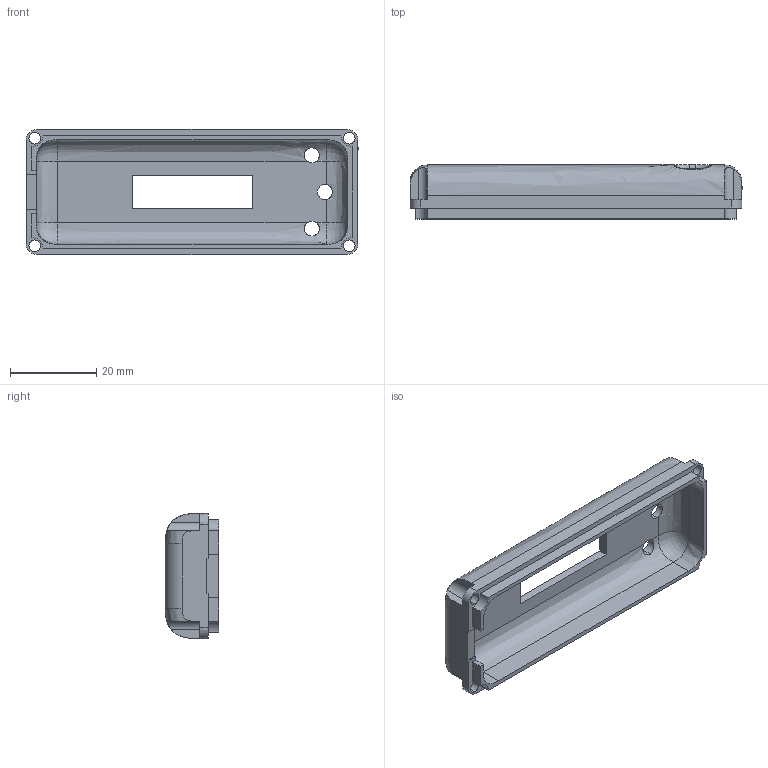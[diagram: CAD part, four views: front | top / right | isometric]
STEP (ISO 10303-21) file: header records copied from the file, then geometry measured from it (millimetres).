
FILE_DESCRIPTION (( 'STEP AP214' ), '1' );
FILE_NAME ('Up.STEP', '2017-04-26T16:21:41', ( 'no' ), ( ' f' ), 'SwSTEP 2.0', 'SolidWorks 2016', '' );
FILE_SCHEMA (( 'AUTOMOTIVE_DESIGN' ));
Length unit declared in the file: millimetre
Products named in the file (1): Up
Bounding box: 77 x 12.5 x 29 mm (x, y, z)
Volume: 7957.4 mm3; surface area: 7760.5 mm2
Topology: 1 solids, 1 shells, 121 faces, 333 edges, 207 vertices
Faces by surface type: plane 49, cylinder 40, bspline 26, torus 6
Entity records: 5923 total; most frequent: CARTESIAN_POINT 3010, ORIENTED_EDGE 658, DIRECTION 519, EDGE_CURVE 329, VERTEX_POINT 207, AXIS2_PLACEMENT_3D 184, LINE 151, VECTOR 151
